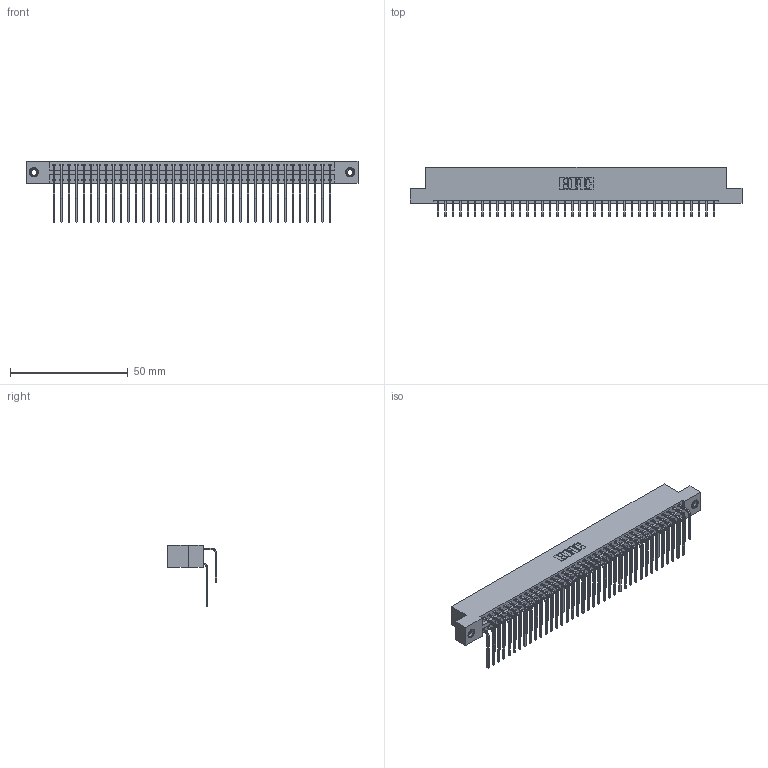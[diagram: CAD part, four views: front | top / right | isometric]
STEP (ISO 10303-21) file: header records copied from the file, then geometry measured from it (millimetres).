
FILE_DESCRIPTION (( 'STEP AP203' ), '1' );
FILE_NAME ('346-076-559-207.STEP', '2022-05-25T13:07:22', ( '' ), ( '' ), 'SwSTEP 2.0', 'SolidWorks 2020', '' );
FILE_SCHEMA (( 'CONFIG_CONTROL_DESIGN' ));
Length unit declared in the file: inch
Products named in the file (5): 346-076-559-207; 346 Part_Flush Mounting Lugs - 0.156 Dia-TI; 345-292-001_559 Tail - 2; 345-292-001_558 559 Tail - 1; 345-250-001_345-250-005-103
Assembly tree (79 placements, depth 2):
  346-076-559-207
    346 Part_Flush Mounting Lugs - 0.156 Dia-TI
    345-292-001_558 559 Tail - 1  x38
    345-292-001_559 Tail - 2  x38
    345-250-001_345-250-005-103  x2
Bounding box: 141.22 x 20.89 x 26.16 mm (x, y, z)
Volume: 14164.9 mm3; surface area: 21544.8 mm2
Topology: 79 solids, 79 shells, 4286 faces, 12701 edges, 8358 vertices
Faces by surface type: plane 2920, cylinder 1350, cone 12, torus 4
Entity records: 28308 total; most frequent: CARTESIAN_POINT 4706, ORIENTED_EDGE 4582, DIRECTION 4197, EDGE_CURVE 2291, LINE 1947, VECTOR 1947, VERTEX_POINT 1520, AXIS2_PLACEMENT_3D 1125
